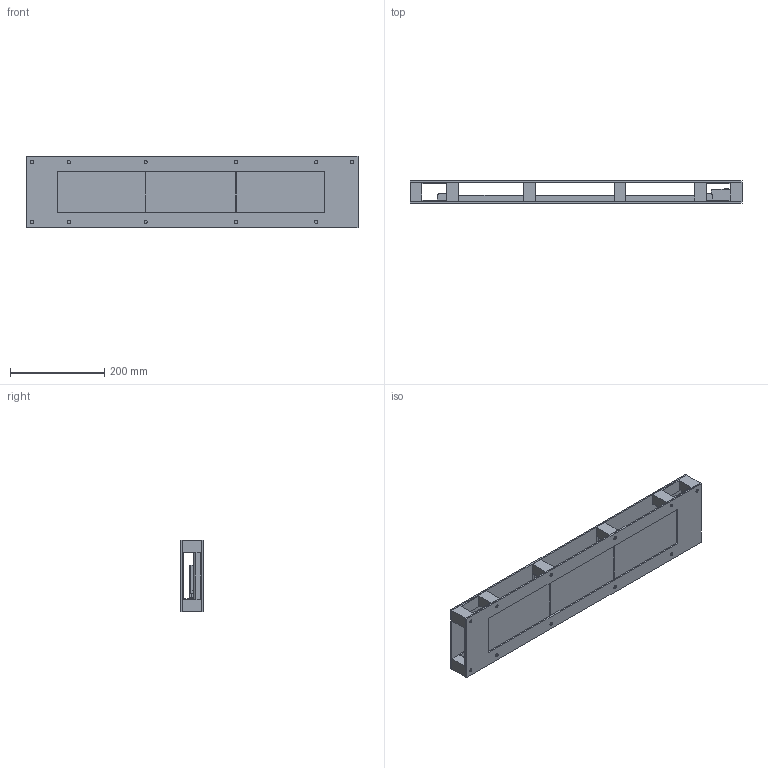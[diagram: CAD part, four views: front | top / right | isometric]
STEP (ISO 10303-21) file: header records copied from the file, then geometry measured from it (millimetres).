
FILE_DESCRIPTION(/* description */ (''),/* implementation_level */ '2;1');
FILE_NAME(/* name */ 'three_panel_enclosure_v3 v19.step',/* time_stamp */ '2021-01-03T14:35:37-05:00',/* author */ (''),/* organization */ (''),/* preprocessor_version */ 'ST-DEVELOPER v18.1',/* originating_system */ 'Autodesk Translation Framework v9.7.1.1290',/* authorisation */ '');
FILE_SCHEMA (('AUTOMOTIVE_DESIGN { 1 0 10303 214 3 1 1 }'));
Length unit declared in the file: inch
Products named in the file (16): three_panel_enclosure_v3; Raspberry Pi 4 Model B_v2 v1; PCB, RPi4ModelB; Gigabit Ethernet Port, RPi4ModelB; hat_component3 v1; 3x8 FEMALE; 2.1mm DC; frame_front; case; frame_back; panel_1; panel_3; panel_2; end; center_2; center_1
Assembly tree (15 placements, depth 3):
  three_panel_enclosure_v3
    Raspberry Pi 4 Model B_v2 v1
      PCB, RPi4ModelB
      Gigabit Ethernet Port, RPi4ModelB
    hat_component3 v1
    3x8 FEMALE
    2.1mm DC
    frame_front
    case
    frame_back
    panel_1
    panel_3
    panel_2
    end
    center_2
    center_1
Bounding box: 704.85 x 47.55 x 152.4 mm (x, y, z)
Volume: 1376789.8 mm3; surface area: 673909.3 mm2
Topology: 14 solids, 14 shells, 1826 faces, 4711 edges, 3040 vertices
Faces by surface type: plane 1232, cylinder 571, sphere 18, torus 5
Full cylindrical faces by diameter (mm): 0.5 x109, 0.7 x2, 0.8 x2, 0.9 x40, 1 x105, 2 x1, 2.7 x4, 2.8 x4, 3 x18, 3.2 x4, 4 x18, 6 x8, 6.2 x1, 6.631 x1, 6.768 x2, 6.801 x2, 6.97 x2, 6.985 x2, 6.994 x2, 7.003 x2, 7.062 x2, 7.07 x2, 7.09 x2, 7.148 x2, 7.609 x2
Entity records: 57938 total; most frequent: CARTESIAN_POINT 9961, DIRECTION 9545, ORIENTED_EDGE 9400, EDGE_CURVE 4700, LINE 3509, VECTOR 3509, VERTEX_POINT 3040, AXIS2_PLACEMENT_3D 3018
